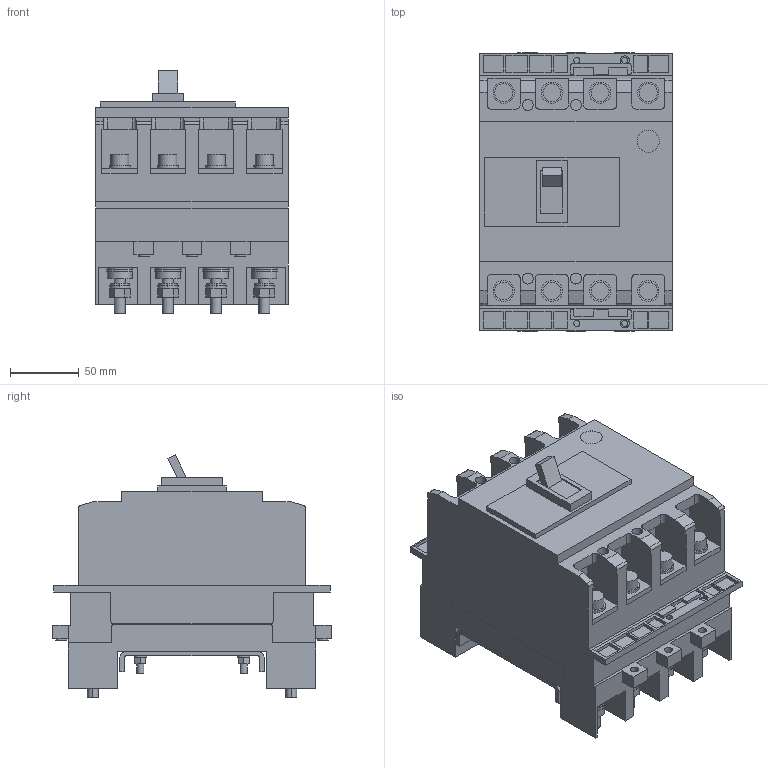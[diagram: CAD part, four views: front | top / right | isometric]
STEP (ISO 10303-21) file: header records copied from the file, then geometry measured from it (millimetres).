
FILE_DESCRIPTION (( 'STEP AP214' ), '1' );
FILE_NAME ('PS250PF4MB.STEP', '2023-03-07T12:52:04', ( 'CAD' ), ( '' ), 'SwSTEP 2.0', 'SolidWorks 2015', '' );
FILE_SCHEMA (( 'AUTOMOTIVE_DESIGN' ));
Length unit declared in the file: millimetre
Products named in the file (1): PS250PF4MB
Bounding box: 140 x 202 x 176.24 mm (x, y, z)
Volume: 2706951.5 mm3; surface area: 369294 mm2
Topology: 83 solids, 83 shells, 1101 faces, 2646 edges, 1764 vertices
Faces by surface type: plane 643, cylinder 458
Entity records: 39141 total; most frequent: DIRECTION 5766, CARTESIAN_POINT 5512, ORIENTED_EDGE 5292, EDGE_CURVE 2646, AXIS2_PLACEMENT_3D 2018, VERTEX_POINT 1764, LINE 1730, VECTOR 1730
